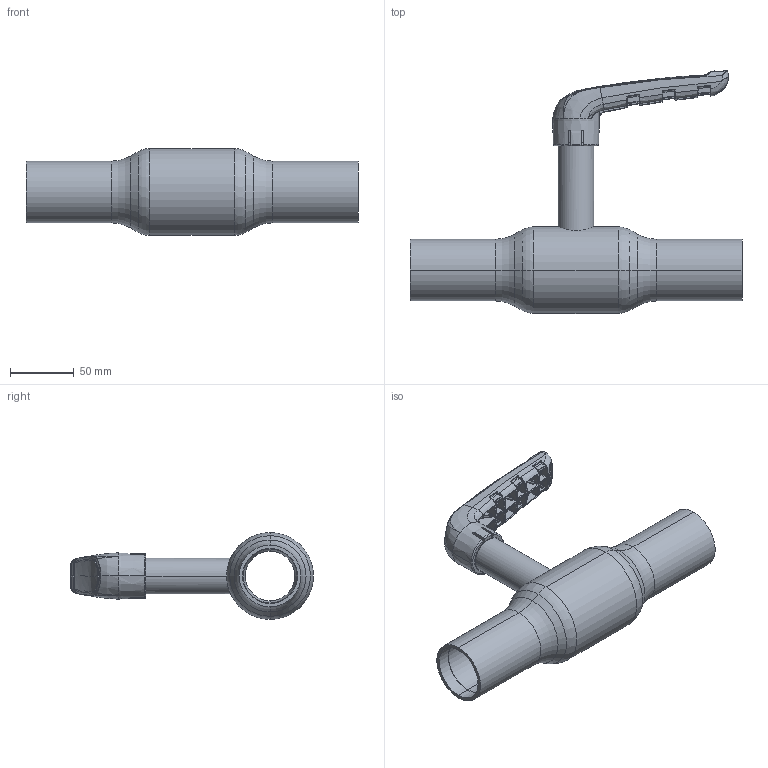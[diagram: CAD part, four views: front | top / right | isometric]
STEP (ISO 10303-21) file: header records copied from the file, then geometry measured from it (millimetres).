
FILE_DESCRIPTION (( 'STEP AP214' ), '1' );
FILE_NAME ('1040003001-2101.STEP', '2018-05-16T12:29:35', ( '' ), ( '' ), 'SwSTEP 2.0', 'SolidWorks 2017', '' );
FILE_SCHEMA (( 'AUTOMOTIVE_DESIGN' ));
Length unit declared in the file: millimetre
Products named in the file (18): 9040090000_Uden snap; 9050170000; 9040520000_9040520000-Red; 9040500001_9040500001-Black; 9050050001_Uden snap; 9040000107_Open; 9050191001; 9040140000; 9040130000_20) Pipe assembly; 9040003009_007 Finished - OPEN; 1040003001-2_002 Finished - OPEN; 9050180001; 1040003001-2101; 9040013001_005 Endfinishing; 92A5066_98A1002; 9040020001; 9040520001; 9040000101_Inserted
Assembly tree (20 placements, depth 5):
  1040003001-2101
    1040003001-2_002 Finished - OPEN
      9040003009_007 Finished - OPEN
        9040013001_005 Endfinishing
        9040000107_Open
          9040090000_Uden snap
          9050170000
          9050191001
          9050180001  x2
          92A5066_98A1002  x2
          9050050001_Uden snap
        9040020001
        9040000101_Inserted  x2
          9040130000_20) Pipe assembly
          9040140000
    9040500001_9040500001-Black
    9040520001
      9040520000_9040520000-Red
Bounding box: 260 x 190.31 x 68 mm (x, y, z)
Volume: 294820.3 mm3; surface area: 202089.8 mm2
Topology: 17 solids, 17 shells, 2166 faces, 5227 edges, 3048 vertices
Faces by surface type: bspline 1251, plane 329, cylinder 238, cone 124, sphere 121, torus 103
Entity records: 101389 total; most frequent: CARTESIAN_POINT 61489, ORIENTED_EDGE 9928, DIRECTION 5339, EDGE_CURVE 4964, VERTEX_POINT 2908, B_SPLINE_CURVE_WITH_KNOTS 2692, AXIS2_PLACEMENT_3D 2245, EDGE_LOOP 2146
